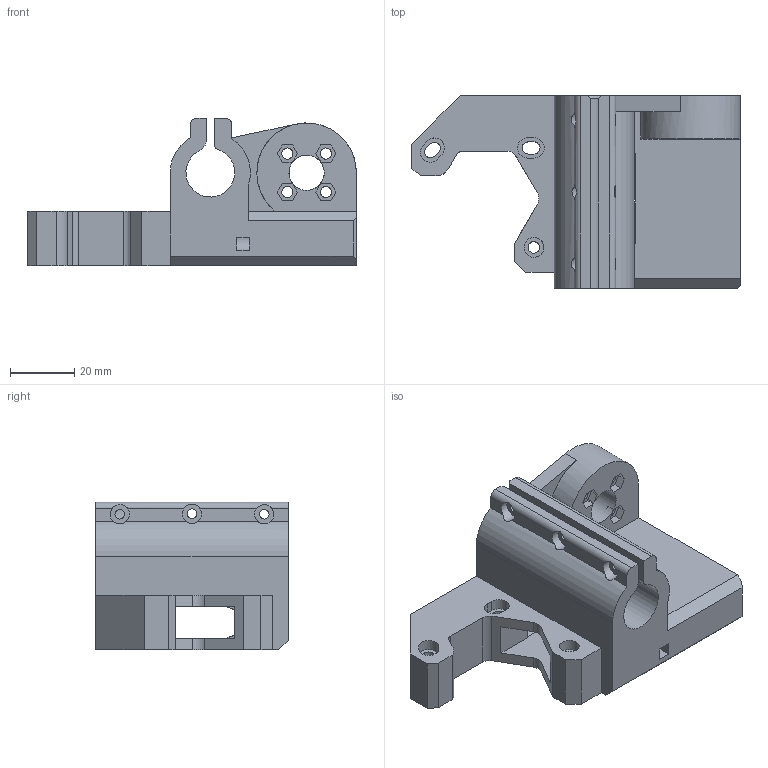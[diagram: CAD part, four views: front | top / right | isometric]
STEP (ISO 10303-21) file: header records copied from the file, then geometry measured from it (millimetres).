
FILE_DESCRIPTION(/* description */ (''),/* implementation_level */ '2;1');
FILE_NAME(/* name */ 'x_end_motor.stp',/* time_stamp */ '2020-04-23T12:30:40+03:00',/* author */ ('alex_'),/* organization */ (''),/* preprocessor_version */ 'ST-DEVELOPER v17.2',/* originating_system */ 'Autodesk Inventor 2019',/* authorisation */ '');
FILE_SCHEMA (('CONFIG_CONTROL_DESIGN'));
Length unit declared in the file: millimetre
Products named in the file (1): x_end_motor
Bounding box: 102.41 x 60 x 45.96 mm (x, y, z)
Volume: 86344.3 mm3; surface area: 32770 mm2
Topology: 1 solids, 1 shells, 195 faces, 571 edges, 382 vertices
Faces by surface type: plane 145, cylinder 46, cone 4
Full cylindrical faces by diameter (mm): 3 x6, 3.4 x2, 3.5 x4, 3.6 x1, 6 x3, 6.2 x1, 8.672 x1, 11 x1
Entity records: 6675 total; most frequent: CARTESIAN_POINT 1278, ORIENTED_EDGE 1142, DIRECTION 1068, EDGE_CURVE 571, LINE 432, VECTOR 432, VERTEX_POINT 382, AXIS2_PLACEMENT_3D 318
